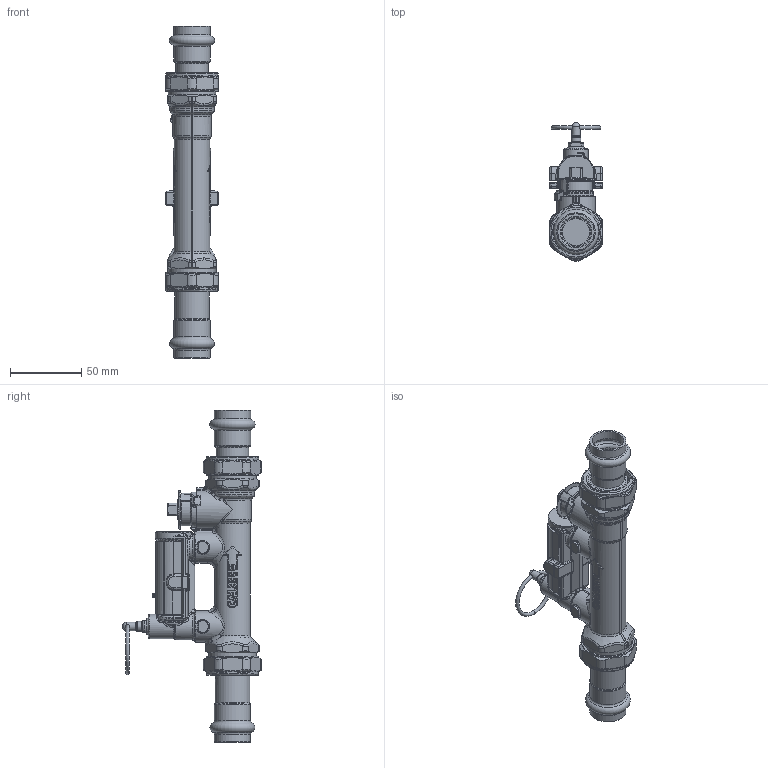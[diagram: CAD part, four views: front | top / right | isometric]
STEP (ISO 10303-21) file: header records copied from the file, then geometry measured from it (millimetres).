
FILE_DESCRIPTION(/* description */ (''),/* implementation_level */ '2;1');
FILE_NAME(/* name */ '132536AFC.stp',/* time_stamp */ '2025-07-15T10:28:09-05:00',/* author */ ('ischreiner'),/* organization */ (''),/* preprocessor_version */ 'ST-DEVELOPER v20',/* originating_system */ 'Autodesk Inventor 2025',/* authorisation */ '');
FILE_SCHEMA (('AUTOMOTIVE_DESIGN { 1 0 10303 214 3 1 1 }'));
Products named in the file (5): 132536AFC; 132637 - TST; F0000698 1 inch slip nut; NA10419 copper tailpiece; NA10744 press tailpiece 0.75 inch
Assembly tree (5 placements, depth 2):
  132536AFC
    132637 - TST
    F0000698 1 inch slip nut  x2
    NA10419 copper tailpiece
    NA10744 press tailpiece 0.75 inch
Bounding box: 37 x 97.4 x 232.88 mm (x, y, z)
Volume: 184582.5 mm3; surface area: 58898.4 mm2
Topology: 8 solids, 8 shells, 2008 faces, 4725 edges, 2663 vertices
Faces by surface type: bspline 999, cylinder 417, plane 272, sphere 115, torus 113, cone 92
Full cylindrical faces by diameter (mm): 2.5 x1, 3 x1, 3.1 x1, 3.3 x1, 4.1 x1, 4.2 x1, 6 x2, 7 x1, 14.5 x1, 17 x1, 18.009 x1, 19.05 x1, 20.091 x2, 20.625 x1, 22 x1, 22.352 x2, 22.504 x2, 22.7 x2, 22.86 x1, 24.2 x1, 24.384 x1, 25.298 x2, 25.4 x2, 26 x1, 27.686 x2, 29.515 x1, 29.527 x1, 30.5 x2, 33.1 x2, 37 x4
Entity records: 126630 total; most frequent: CARTESIAN_POINT 87648, ORIENTED_EDGE 8722, DIRECTION 7009, EDGE_CURVE 4361, AXIS2_PLACEMENT_3D 3065, VERTEX_POINT 2514, EDGE_LOOP 1949, FACE_OUTER_BOUND 1897
